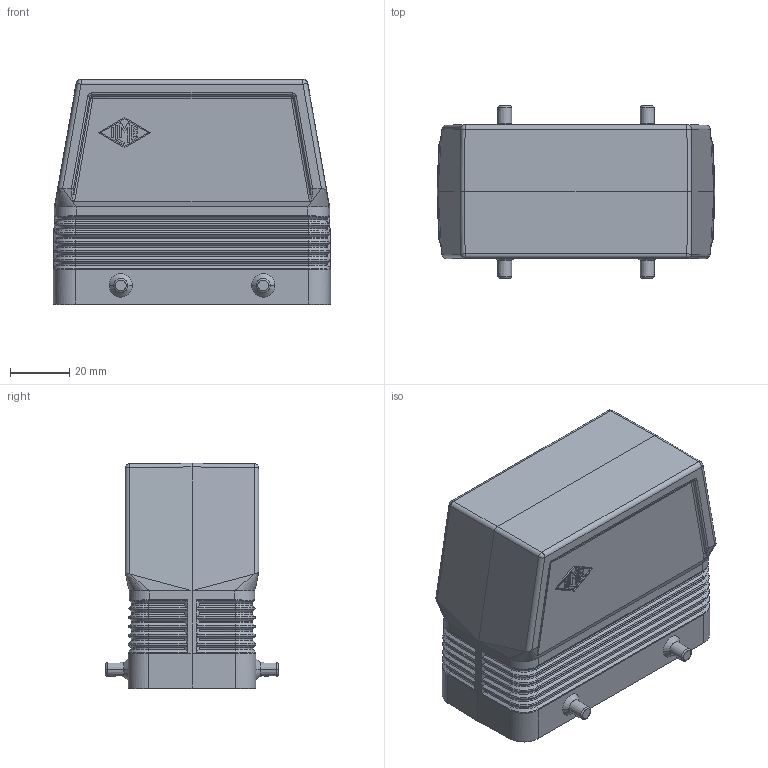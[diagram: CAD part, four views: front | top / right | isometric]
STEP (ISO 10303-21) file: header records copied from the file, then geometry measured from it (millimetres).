
FILE_DESCRIPTION(('Creo Elements/Direct Modeling STEP Export'),'2;1');
FILE_NAME('0ln7uvk5kpn3bst4668','2022-09-19T14:13:31',(''),(''),'Creo Elements/Direct Modeling STEP processor for AP214 (Solid Model)','Creo Elements/Direct Modeling 20.1B 02-Apr-2019 (C) Parametric Technology GmbH','');
FILE_SCHEMA(('AUTOMOTIVE_DESIGN { 1 0 10303 214 1 1 1 1 }'));
Length unit declared in the file: millimetre
Products named in the file (2): CACR 16
Assembly tree (1 placements, depth 2):
  CACR 16
    CACR 16
Bounding box: 93.5 x 58 x 76 mm (x, y, z)
Volume: 94452.4 mm3; surface area: 44132.3 mm2
Topology: 1 solids, 1 shells, 641 faces, 1539 edges, 894 vertices
Faces by surface type: plane 238, cylinder 191, cone 72, bspline 68, torus 58, sphere 14
Entity records: 30494 total; most frequent: CARTESIAN_POINT 11298, ORIENTED_EDGE 3038, DIRECTION 2771, EDGE_CURVE 1519, AXIS2_PLACEMENT_3D 1012, VERTEX_POINT 894, VECTOR 747, LINE 747
